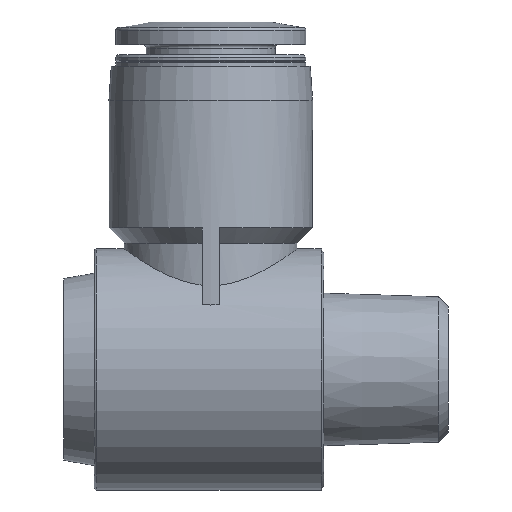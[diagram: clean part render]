
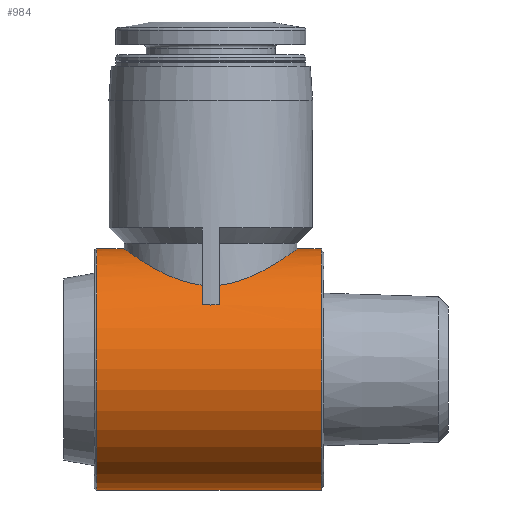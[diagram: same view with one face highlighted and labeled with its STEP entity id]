
A CAD part, left-side view. The second image highlights one B-rep face of the part: STEP entity #984.
In plain terms, the highlighted cylindrical face has radius 10.65 mm (diameter 21.3 mm), a full revolution.
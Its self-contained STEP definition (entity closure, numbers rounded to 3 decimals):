
#98=B_SPLINE_CURVE_WITH_KNOTS('',3,(#1355,#1356,#1357,#1358,#1359,#1360,
#1361,#1362,#1363,#1364,#1365),.UNSPECIFIED.,.F.,.F.,(4,1,1,1,1,1,1,1,4),
(0.026,0.029,0.031,0.034,
0.037,0.04,0.043,0.046,
0.049),.UNSPECIFIED.);
#99=B_SPLINE_CURVE_WITH_KNOTS('',3,(#1369,#1370,#1371,#1372),
 .UNSPECIFIED.,.F.,.F.,(4,4),(0.,0.002),.UNSPECIFIED.);
#100=B_SPLINE_CURVE_WITH_KNOTS('',3,(#1376,#1377,#1378,#1379,#1380,#1381,
#1382,#1383,#1384,#1385,#1386),.UNSPECIFIED.,.F.,.F.,(4,1,1,1,1,1,1,1,4),
(0.001,0.004,0.007,0.01,
0.012,0.015,0.018,0.021,
0.024),.UNSPECIFIED.);
#101=B_SPLINE_CURVE_WITH_KNOTS('',3,(#1390,#1391,#1392,#1393),
 .UNSPECIFIED.,.F.,.F.,(4,4),(0.,0.002),.UNSPECIFIED.);
#114=CIRCLE('',#1043,10.65);
#115=CIRCLE('',#1044,10.65);
#116=CIRCLE('',#1045,10.65);
#117=CIRCLE('',#1046,10.65);
#118=CIRCLE('',#1047,10.65);
#119=CIRCLE('',#1048,10.65);
#157=ORIENTED_EDGE('',*,*,#311,.F.);
#158=ORIENTED_EDGE('',*,*,#312,.T.);
#159=ORIENTED_EDGE('',*,*,#313,.F.);
#160=ORIENTED_EDGE('',*,*,#314,.F.);
#161=ORIENTED_EDGE('',*,*,#315,.F.);
#162=ORIENTED_EDGE('',*,*,#316,.F.);
#163=ORIENTED_EDGE('',*,*,#317,.F.);
#164=ORIENTED_EDGE('',*,*,#318,.F.);
#165=ORIENTED_EDGE('',*,*,#319,.F.);
#166=ORIENTED_EDGE('',*,*,#320,.F.);
#311=EDGE_CURVE('',#388,#388,#114,.T.);
#312=EDGE_CURVE('',#389,#389,#115,.T.);
#313=EDGE_CURVE('',#390,#391,#116,.T.);
#314=EDGE_CURVE('',#392,#390,#98,.T.);
#315=EDGE_CURVE('',#393,#392,#117,.T.);
#316=EDGE_CURVE('',#394,#393,#99,.T.);
#317=EDGE_CURVE('',#395,#394,#118,.T.);
#318=EDGE_CURVE('',#396,#395,#100,.T.);
#319=EDGE_CURVE('',#397,#396,#119,.T.);
#320=EDGE_CURVE('',#391,#397,#101,.T.);
#388=VERTEX_POINT('',#1349);
#389=VERTEX_POINT('',#1351);
#390=VERTEX_POINT('',#1353);
#391=VERTEX_POINT('',#1354);
#392=VERTEX_POINT('',#1366);
#393=VERTEX_POINT('',#1368);
#394=VERTEX_POINT('',#1373);
#395=VERTEX_POINT('',#1375);
#396=VERTEX_POINT('',#1387);
#397=VERTEX_POINT('',#1389);
#450=EDGE_LOOP('',(#157));
#451=EDGE_LOOP('',(#158));
#452=EDGE_LOOP('',(#159,#160,#161,#162,#163,#164,#165,#166));
#535=FACE_BOUND('',#450,.T.);
#536=FACE_BOUND('',#451,.T.);
#537=FACE_BOUND('',#452,.T.);
#619=CYLINDRICAL_SURFACE('',#1042,10.65);
#984=ADVANCED_FACE('',(#535,#536,#537),#619,.T.);
#1042=AXIS2_PLACEMENT_3D('',#1347,#1141,#1142);
#1043=AXIS2_PLACEMENT_3D('',#1348,#1143,#1144);
#1044=AXIS2_PLACEMENT_3D('',#1350,#1145,#1146);
#1045=AXIS2_PLACEMENT_3D('',#1352,#1147,#1148);
#1046=AXIS2_PLACEMENT_3D('',#1367,#1149,#1150);
#1047=AXIS2_PLACEMENT_3D('',#1374,#1151,#1152);
#1048=AXIS2_PLACEMENT_3D('',#1388,#1153,#1154);
#1141=DIRECTION('',(0.,-1.,0.));
#1142=DIRECTION('',(0.,0.,-1.));
#1143=DIRECTION('',(0.,-1.,0.));
#1144=DIRECTION('',(0.,0.,-1.));
#1145=DIRECTION('',(0.,-1.,0.));
#1146=DIRECTION('',(0.,0.,-1.));
#1147=DIRECTION('',(0.,-1.,0.));
#1148=DIRECTION('',(0.,0.,-1.));
#1149=DIRECTION('',(0.,-1.,0.));
#1150=DIRECTION('',(0.,0.,-1.));
#1151=DIRECTION('',(0.,1.,0.));
#1152=DIRECTION('',(0.,0.,1.));
#1153=DIRECTION('',(0.,1.,0.));
#1154=DIRECTION('',(0.,0.,1.));
#1347=CARTESIAN_POINT('',(0.,0.,0.));
#1348=CARTESIAN_POINT('',(0.,0.231,0.));
#1349=CARTESIAN_POINT('',(0.,0.231,-10.65));
#1350=CARTESIAN_POINT('',(0.,20.08,0.));
#1351=CARTESIAN_POINT('',(0.,20.08,-10.65));
#1352=CARTESIAN_POINT('',(0.,10.75,0.));
#1353=CARTESIAN_POINT('',(-7.613,10.75,7.447));
#1354=CARTESIAN_POINT('',(-8.969,10.75,5.743));
#1355=CARTESIAN_POINT('',(7.613,10.75,7.447));
#1356=CARTESIAN_POINT('',(7.517,11.727,7.546));
#1357=CARTESIAN_POINT('',(6.954,13.564,8.123));
#1358=CARTESIAN_POINT('',(5.305,15.731,9.332));
#1359=CARTESIAN_POINT('',(2.942,17.256,10.362));
#1360=CARTESIAN_POINT('',(0.015,17.846,10.793));
#1361=CARTESIAN_POINT('',(-2.934,17.262,10.366));
#1362=CARTESIAN_POINT('',(-5.301,15.734,9.334));
#1363=CARTESIAN_POINT('',(-6.951,13.57,8.126));
#1364=CARTESIAN_POINT('',(-7.516,11.734,7.546));
#1365=CARTESIAN_POINT('',(-7.613,10.75,7.447));
#1366=CARTESIAN_POINT('',(7.613,10.75,7.447));
#1367=CARTESIAN_POINT('',(0.,10.75,0.));
#1368=CARTESIAN_POINT('',(8.969,10.75,5.743));
#1369=CARTESIAN_POINT('',(8.969,9.25,5.743));
#1370=CARTESIAN_POINT('',(9.011,9.75,5.678));
#1371=CARTESIAN_POINT('',(9.011,10.25,5.678));
#1372=CARTESIAN_POINT('',(8.969,10.75,5.743));
#1373=CARTESIAN_POINT('',(8.969,9.25,5.743));
#1374=CARTESIAN_POINT('',(0.,9.25,0.));
#1375=CARTESIAN_POINT('',(7.613,9.25,7.447));
#1376=CARTESIAN_POINT('',(-7.613,9.25,7.447));
#1377=CARTESIAN_POINT('',(-7.518,8.284,7.545));
#1378=CARTESIAN_POINT('',(-6.959,6.439,8.12));
#1379=CARTESIAN_POINT('',(-5.301,4.269,9.333));
#1380=CARTESIAN_POINT('',(-2.963,2.752,10.356));
#1381=CARTESIAN_POINT('',(-0.011,2.153,10.794));
#1382=CARTESIAN_POINT('',(2.926,2.736,10.368));
#1383=CARTESIAN_POINT('',(5.299,4.264,9.336));
#1384=CARTESIAN_POINT('',(6.95,6.425,8.126));
#1385=CARTESIAN_POINT('',(7.517,8.278,7.545));
#1386=CARTESIAN_POINT('',(7.613,9.25,7.447));
#1387=CARTESIAN_POINT('',(-7.613,9.25,7.447));
#1388=CARTESIAN_POINT('',(0.,9.25,0.));
#1389=CARTESIAN_POINT('',(-8.969,9.25,5.743));
#1390=CARTESIAN_POINT('',(-8.969,10.75,5.743));
#1391=CARTESIAN_POINT('',(-9.011,10.25,5.678));
#1392=CARTESIAN_POINT('',(-9.011,9.75,5.678));
#1393=CARTESIAN_POINT('',(-8.969,9.25,5.743));
